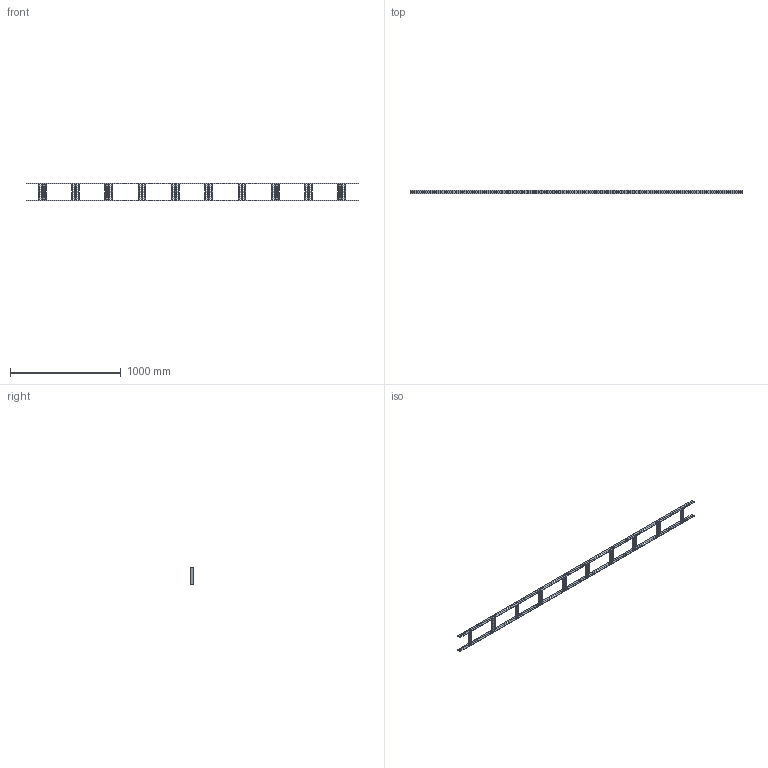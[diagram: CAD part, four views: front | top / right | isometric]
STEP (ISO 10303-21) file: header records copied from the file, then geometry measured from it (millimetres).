
FILE_DESCRIPTION (( 'STEP AP214' ), '1' );
FILE_NAME ('7098004.stp', '2018-01-26T07:12:36', ( '' ), ( '' ), 'SwSTEP 2.0', 'SolidWorks 2016', '' );
FILE_SCHEMA (( 'AUTOMOTIVE_DESIGN' ));
Length unit declared in the file: millimetre
Products named in the file (3): 014697_gelocht; 014704_Z-Sprosse-150; 7098004
Assembly tree (12 placements, depth 2):
  7098004
    014704_Z-Sprosse-150  x10
    014697_gelocht  x2
Bounding box: 2994 x 35 x 156 mm (x, y, z)
Volume: 679696.4 mm3; surface area: 692366.6 mm2
Topology: 12 solids, 12 shells, 1632 faces, 4824 edges, 3216 vertices
Faces by surface type: plane 912, cylinder 720
Entity records: 14310 total; most frequent: DIRECTION 2490, CARTESIAN_POINT 2443, ORIENTED_EDGE 2424, EDGE_CURVE 1212, AXIS2_PLACEMENT_3D 855, VERTEX_POINT 808, LINE 780, VECTOR 780
